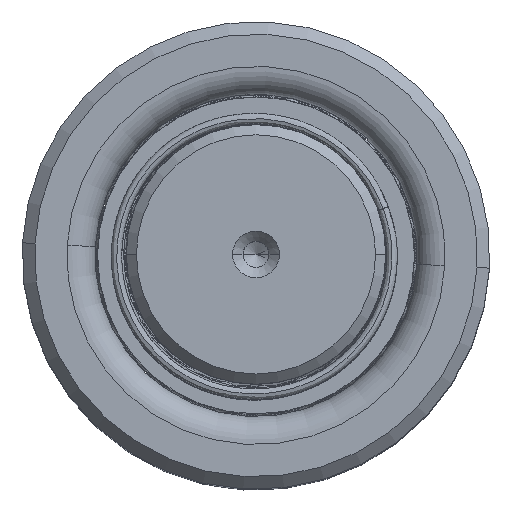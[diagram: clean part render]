
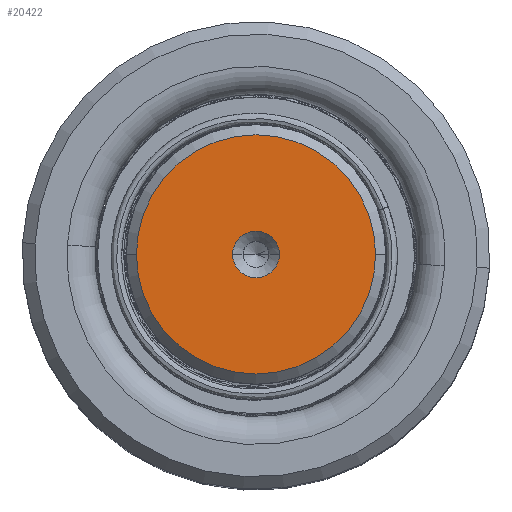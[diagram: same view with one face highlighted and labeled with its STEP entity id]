
A CAD part, top view. The second image highlights one B-rep face of the part: STEP entity #20422.
In plain terms, the highlighted planar face has unit normal (0, 0, 1).
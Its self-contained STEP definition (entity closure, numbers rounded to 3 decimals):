
#2709 = CARTESIAN_POINT ( 'NONE',  ( -2.25, 0., 120. ) ) ;
#4471 = DIRECTION ( 'NONE',  ( 1., 0., 0. ) ) ;
#4761 = CARTESIAN_POINT ( 'NONE',  ( 0., 0., 120. ) ) ;
#6198 = FACE_BOUND ( 'NONE', #25146, .T. ) ;
#6328 = VERTEX_POINT ( 'NONE', #19470 ) ;
#7386 = VERTEX_POINT ( 'NONE', #29123 ) ;
#8508 = CARTESIAN_POINT ( 'NONE',  ( 0., 0., 120. ) ) ;
#8605 = DIRECTION ( 'NONE',  ( 0., 0., 1. ) ) ;
#8839 = DIRECTION ( 'NONE',  ( 0., 0., 1. ) ) ;
#11340 = CARTESIAN_POINT ( 'NONE',  ( 0., 0., 120. ) ) ;
#11893 = VERTEX_POINT ( 'NONE', #2709 ) ;
#12297 = AXIS2_PLACEMENT_3D ( 'NONE', #34796, #8605, #4471 ) ;
#12460 = CIRCLE ( 'NONE', #12297, 2.25 ) ;
#13250 = CARTESIAN_POINT ( 'NONE',  ( 0., 0., 120. ) ) ;
#15011 = AXIS2_PLACEMENT_3D ( 'NONE', #11340, #18582, #18907 ) ;
#18582 = DIRECTION ( 'NONE',  ( 0., 0., 1. ) ) ;
#18907 = DIRECTION ( 'NONE',  ( 1., 0., 0. ) ) ;
#19319 = EDGE_CURVE ( 'NONE', #7386, #11893, #12460, .T. ) ;
#19470 = CARTESIAN_POINT ( 'NONE',  ( -11.509, 0., 120. ) ) ;
#20422 = ADVANCED_FACE ( 'NONE', ( #6198, #20960 ), #31711, .T. ) ;
#20960 = FACE_OUTER_BOUND ( 'NONE', #33374, .T. ) ;
#21026 = ORIENTED_EDGE ( 'NONE', *, *, #19319, .F. ) ;
#23097 = EDGE_CURVE ( 'NONE', #6328, #27026, #45530, .T. ) ;
#25146 = EDGE_LOOP ( 'NONE', ( #21026, #33948 ) ) ;
#27026 = VERTEX_POINT ( 'NONE', #40654 ) ;
#27529 = CIRCLE ( 'NONE', #45461, 11.509 ) ;
#27627 = DIRECTION ( 'NONE',  ( 1., 0., 0. ) ) ;
#29123 = CARTESIAN_POINT ( 'NONE',  ( 2.25, 0., 120. ) ) ;
#31124 = DIRECTION ( 'NONE',  ( 1., 0., 0. ) ) ;
#31711 = PLANE ( 'NONE',  #36355 ) ;
#31771 = ORIENTED_EDGE ( 'NONE', *, *, #43859, .T. ) ;
#33374 = EDGE_LOOP ( 'NONE', ( #35230, #31771 ) ) ;
#33948 = ORIENTED_EDGE ( 'NONE', *, *, #36346, .F. ) ;
#34796 = CARTESIAN_POINT ( 'NONE',  ( 0., 0., 120. ) ) ;
#35230 = ORIENTED_EDGE ( 'NONE', *, *, #23097, .T. ) ;
#36312 = DIRECTION ( 'NONE',  ( 0., 0., 1. ) ) ;
#36346 = EDGE_CURVE ( 'NONE', #11893, #7386, #43950, .T. ) ;
#36355 = AXIS2_PLACEMENT_3D ( 'NONE', #13250, #36312, #36479 ) ;
#36479 = DIRECTION ( 'NONE',  ( 1., 0., 0. ) ) ;
#40654 = CARTESIAN_POINT ( 'NONE',  ( 11.509, 0., 120. ) ) ;
#41783 = AXIS2_PLACEMENT_3D ( 'NONE', #8508, #8839, #27627 ) ;
#42870 = DIRECTION ( 'NONE',  ( 0., 0., 1. ) ) ;
#43859 = EDGE_CURVE ( 'NONE', #27026, #6328, #27529, .T. ) ;
#43950 = CIRCLE ( 'NONE', #15011, 2.25 ) ;
#45461 = AXIS2_PLACEMENT_3D ( 'NONE', #4761, #42870, #31124 ) ;
#45530 = CIRCLE ( 'NONE', #41783, 11.509 ) ;
